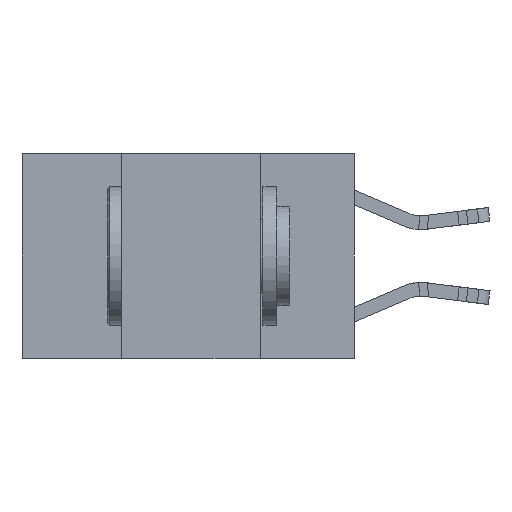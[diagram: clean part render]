
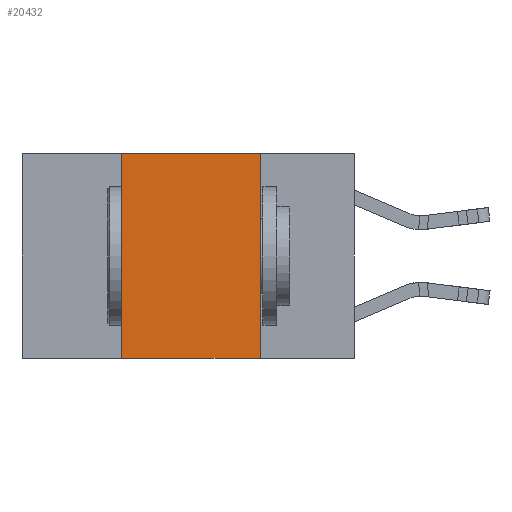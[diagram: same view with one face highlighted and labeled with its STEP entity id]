
A CAD part, left-side view. The second image highlights one B-rep face of the part: STEP entity #20432.
In plain terms, the highlighted planar face has unit normal (-1, 0, 0).
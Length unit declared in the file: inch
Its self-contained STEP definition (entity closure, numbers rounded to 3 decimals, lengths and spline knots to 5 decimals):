
#2052 = DIRECTION ( 'NONE',  ( 0., 0., 1. ) ) ;
#2687 = EDGE_CURVE ( 'NONE', #7401, #20554, #16719, .T. ) ;
#2888 = AXIS2_PLACEMENT_3D ( 'NONE', #22760, #9001, #25061 ) ;
#3033 = ORIENTED_EDGE ( 'NONE', *, *, #2687, .F. ) ;
#3687 = DIRECTION ( 'NONE',  ( 0., 0., -1. ) ) ;
#4825 = ORIENTED_EDGE ( 'NONE', *, *, #9406, .T. ) ;
#5240 = VERTEX_POINT ( 'NONE', #6616 ) ;
#6236 = ORIENTED_EDGE ( 'NONE', *, *, #27246, .F. ) ;
#6616 = CARTESIAN_POINT ( 'NONE',  ( 0., 0.17, -0.37 ) ) ;
#7401 = VERTEX_POINT ( 'NONE', #26032 ) ;
#7900 = CARTESIAN_POINT ( 'NONE',  ( 0., 0.6, -0.37 ) ) ;
#8011 = DIRECTION ( 'NONE',  ( 0., -1., 0. ) ) ;
#8178 = LINE ( 'NONE', #27150, #19654 ) ;
#9001 = DIRECTION ( 'NONE',  ( 1., 0., 0. ) ) ;
#9406 = EDGE_CURVE ( 'NONE', #12724, #5240, #29319, .T. ) ;
#11685 = LINE ( 'NONE', #12920, #17115 ) ;
#12724 = VERTEX_POINT ( 'NONE', #15053 ) ;
#12920 = CARTESIAN_POINT ( 'NONE',  ( 0., 0.17, 0. ) ) ;
#15053 = CARTESIAN_POINT ( 'NONE',  ( 0., 0.42, -0.37 ) ) ;
#15255 = VECTOR ( 'NONE', #8011, 39.37008 ) ;
#16719 = LINE ( 'NONE', #24064, #15255 ) ;
#16720 = EDGE_CURVE ( 'NONE', #12724, #7401, #8178, .T. ) ;
#17115 = VECTOR ( 'NONE', #3687, 39.37008 ) ;
#18648 = CARTESIAN_POINT ( 'NONE',  ( 0., 0.17, 0. ) ) ;
#19654 = VECTOR ( 'NONE', #2052, 39.37008 ) ;
#20432 = ADVANCED_FACE ( 'NONE', ( #27852 ), #20469, .F. ) ;
#20469 = PLANE ( 'NONE',  #2888 ) ;
#20554 = VERTEX_POINT ( 'NONE', #18648 ) ;
#21448 = EDGE_LOOP ( 'NONE', ( #6236, #3033, #23807, #4825 ) ) ;
#21636 = DIRECTION ( 'NONE',  ( 0., -1., 0. ) ) ;
#22760 = CARTESIAN_POINT ( 'NONE',  ( 0., 0.6, 0. ) ) ;
#23807 = ORIENTED_EDGE ( 'NONE', *, *, #16720, .F. ) ;
#24044 = VECTOR ( 'NONE', #21636, 39.37008 ) ;
#24064 = CARTESIAN_POINT ( 'NONE',  ( 0., 0.6, 0. ) ) ;
#25061 = DIRECTION ( 'NONE',  ( 0., 0., -1. ) ) ;
#26032 = CARTESIAN_POINT ( 'NONE',  ( 0., 0.42, 0. ) ) ;
#27150 = CARTESIAN_POINT ( 'NONE',  ( 0., 0.42, 0. ) ) ;
#27246 = EDGE_CURVE ( 'NONE', #20554, #5240, #11685, .T. ) ;
#27852 = FACE_OUTER_BOUND ( 'NONE', #21448, .T. ) ;
#29319 = LINE ( 'NONE', #7900, #24044 ) ;
